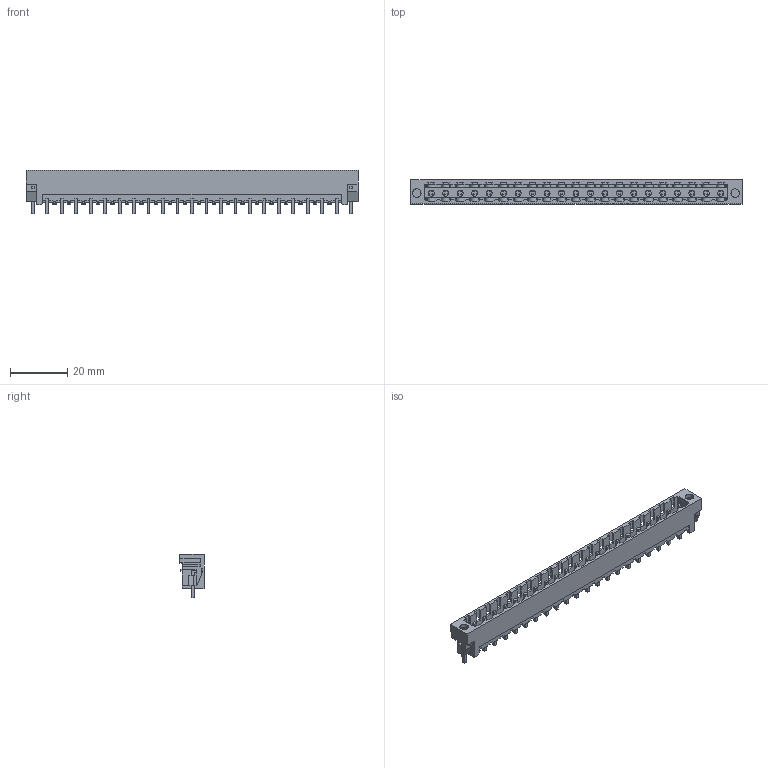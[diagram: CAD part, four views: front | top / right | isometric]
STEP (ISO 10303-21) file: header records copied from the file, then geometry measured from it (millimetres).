
FILE_DESCRIPTION(('CATIA V5 STEP Exchange','CAx-IF Rec.Pracs.--- Model Styling and Organization---1.2---2011-12-15'),'2;1');
FILE_NAME ('D1457059_0_1838630000_1838630000.stp','2018-03-31T12:21:32+00:00',('none'),('Weidmueller'),'CATIA Version 5-6 Release 2014','CATIA V5 STEP AP214','none');
FILE_SCHEMA(('AUTOMOTIVE_DESIGN { 1 0 10303 214 1 1 1 1 }'));
Length unit declared in the file: millimetre
Products named in the file (1): 1838630000
Bounding box: 116.48 x 8.43 x 15.2 mm (x, y, z)
Volume: 4196.8 mm3; surface area: 9891.8 mm2
Topology: 24 solids, 24 shells, 1299 faces, 4131 edges, 2838 vertices
Faces by surface type: plane 1071, cylinder 207, extrusion 21
Entity records: 47587 total; most frequent: CARTESIAN_POINT 10243, ORIENTED_EDGE 8262, DIRECTION 6340, EDGE_CURVE 4131, VECTOR 3368, LINE 3347, VERTEX_POINT 2838, AXIS2_PLACEMENT_3D 1694
